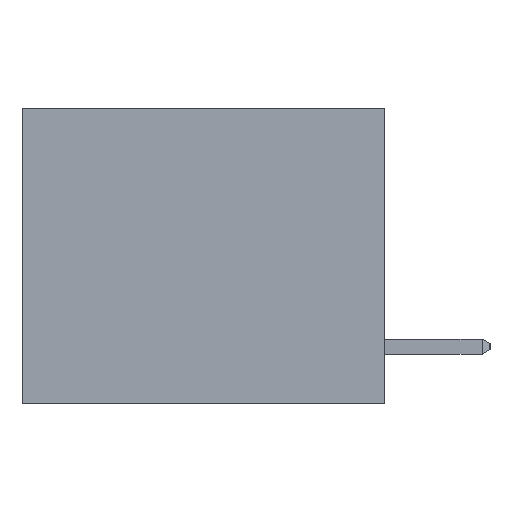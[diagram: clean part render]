
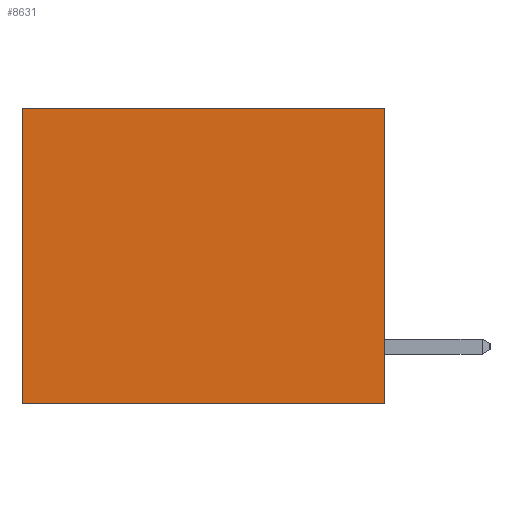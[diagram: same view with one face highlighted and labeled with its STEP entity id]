
A CAD part, left-side view. The second image highlights one B-rep face of the part: STEP entity #8631.
In plain terms, the highlighted planar face has unit normal (-1, 0, 0).
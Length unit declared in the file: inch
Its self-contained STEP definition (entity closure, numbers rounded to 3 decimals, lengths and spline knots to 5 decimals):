
#111 = ORIENTED_EDGE ( 'NONE', *, *, #7122, .T. ) ;
#719 = AXIS2_PLACEMENT_3D ( 'NONE', #13436, #2274, #1300 ) ;
#1029 = CARTESIAN_POINT ( 'NONE',  ( 0.3165, 0., 0. ) ) ;
#1220 = VERTEX_POINT ( 'NONE', #11119 ) ;
#1230 = DIRECTION ( 'NONE',  ( 0., 0., -1. ) ) ;
#1300 = DIRECTION ( 'NONE',  ( 0., 0., -1. ) ) ;
#1490 = EDGE_LOOP ( 'NONE', ( #13381, #9021, #8016, #111 ) ) ;
#1698 = LINE ( 'NONE', #11170, #9437 ) ;
#2182 = LINE ( 'NONE', #1029, #13095 ) ;
#2274 = DIRECTION ( 'NONE',  ( 1., 0., 0. ) ) ;
#2433 = CARTESIAN_POINT ( 'NONE',  ( 0.3165, 0., 0. ) ) ;
#2543 = VERTEX_POINT ( 'NONE', #4977 ) ;
#2640 = DIRECTION ( 'NONE',  ( 0., 1., 0. ) ) ;
#2695 = CARTESIAN_POINT ( 'NONE',  ( 0.3165, 0.6, -0.49 ) ) ;
#2901 = DIRECTION ( 'NONE',  ( 0., 0., -1. ) ) ;
#4718 = CARTESIAN_POINT ( 'NONE',  ( 0.3165, 0., -0.49 ) ) ;
#4796 = FACE_OUTER_BOUND ( 'NONE', #1490, .T. ) ;
#4850 = EDGE_CURVE ( 'NONE', #9357, #2543, #7149, .T. ) ;
#4977 = CARTESIAN_POINT ( 'NONE',  ( 0.3165, 0., -0.49 ) ) ;
#5153 = VECTOR ( 'NONE', #2640, 39.37008 ) ;
#5446 = DIRECTION ( 'NONE',  ( 0., 1., 0. ) ) ;
#7122 = EDGE_CURVE ( 'NONE', #9357, #1220, #2182, .T. ) ;
#7149 = LINE ( 'NONE', #8350, #11125 ) ;
#8016 = ORIENTED_EDGE ( 'NONE', *, *, #4850, .F. ) ;
#8350 = CARTESIAN_POINT ( 'NONE',  ( 0.3165, 0., -0.49 ) ) ;
#8631 = ADVANCED_FACE ( 'NONE', ( #4796 ), #11107, .F. ) ;
#8669 = EDGE_CURVE ( 'NONE', #2543, #12017, #11374, .T. ) ;
#9021 = ORIENTED_EDGE ( 'NONE', *, *, #8669, .F. ) ;
#9357 = VERTEX_POINT ( 'NONE', #2433 ) ;
#9437 = VECTOR ( 'NONE', #1230, 39.37008 ) ;
#9972 = EDGE_CURVE ( 'NONE', #1220, #12017, #1698, .T. ) ;
#11107 = PLANE ( 'NONE',  #719 ) ;
#11119 = CARTESIAN_POINT ( 'NONE',  ( 0.3165, 0.6, 0. ) ) ;
#11125 = VECTOR ( 'NONE', #2901, 39.37008 ) ;
#11170 = CARTESIAN_POINT ( 'NONE',  ( 0.3165, 0.6, -0.49 ) ) ;
#11374 = LINE ( 'NONE', #4718, #5153 ) ;
#12017 = VERTEX_POINT ( 'NONE', #2695 ) ;
#13095 = VECTOR ( 'NONE', #5446, 39.37008 ) ;
#13381 = ORIENTED_EDGE ( 'NONE', *, *, #9972, .T. ) ;
#13436 = CARTESIAN_POINT ( 'NONE',  ( 0.3165, 0., -0.49 ) ) ;
